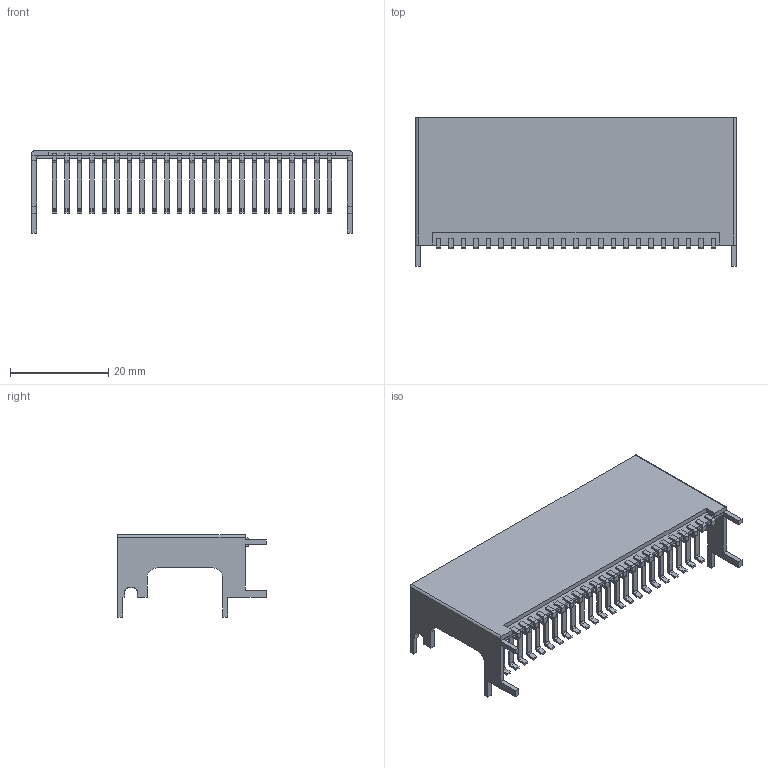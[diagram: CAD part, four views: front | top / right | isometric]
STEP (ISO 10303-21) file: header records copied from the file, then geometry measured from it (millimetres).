
FILE_DESCRIPTION((''),'2;1');
FILE_NAME('TEXAS_ELC (R–MSIP–G23).stp','2010-02-03T17:17:14',(''),(''),'Mechanical Desktop 2010','Mechanical Desktop 2010',', , ');
FILE_SCHEMA(('AUTOMOTIVE_DESIGN { 1 2 10303 214 1 1 1 1 }'));
Length unit declared in the file: millimetre
Products named in the file (1): Product
Bounding box: 65.21 x 30.22 x 16.7 mm (x, y, z)
Volume: 3163.1 mm3; surface area: 9021.6 mm2
Topology: 26 solids, 26 shells, 619 faces, 1703 edges, 1140 vertices
Faces by surface type: plane 488, cylinder 131
Entity records: 19550 total; most frequent: CARTESIAN_POINT 3460, ORIENTED_EDGE 3398, DIRECTION 3206, EDGE_CURVE 1699, VECTOR 1440, LINE 1440, VERTEX_POINT 1132, AXIS2_PLACEMENT_3D 883
